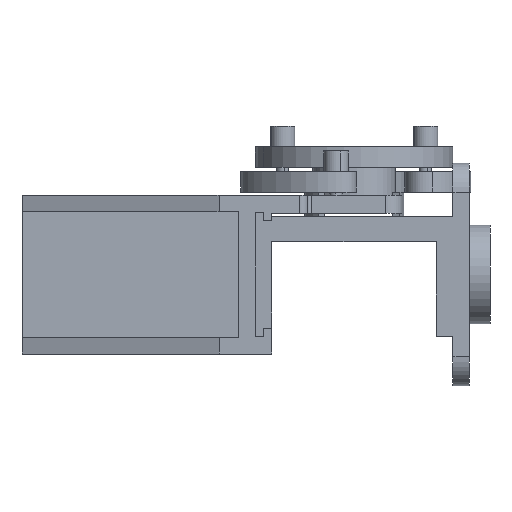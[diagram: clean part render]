
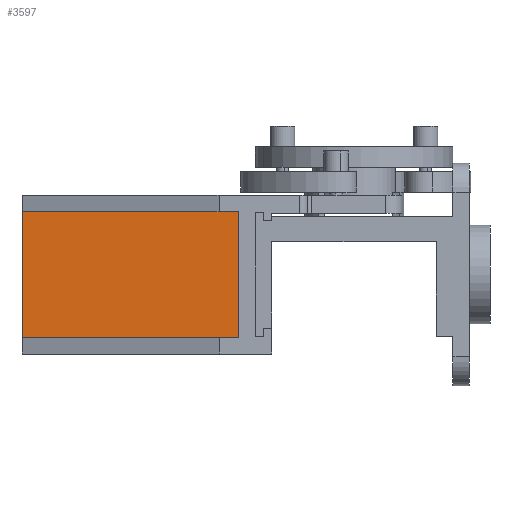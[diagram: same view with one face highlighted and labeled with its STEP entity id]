
A CAD part, left-side view. The second image highlights one B-rep face of the part: STEP entity #3597.
In plain terms, the highlighted planar face has unit normal (-1, 0, 0).
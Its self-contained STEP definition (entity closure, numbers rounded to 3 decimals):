
#62 = DIRECTION ( 'NONE',  ( 0., -1., 0. ) ) ;
#242 = VECTOR ( 'NONE', #1233, 1000. ) ;
#520 = CARTESIAN_POINT ( 'NONE',  ( 3.5, 23.05, 2. ) ) ;
#1227 = AXIS2_PLACEMENT_3D ( 'NONE', #4044, #2240, #5466 ) ;
#1233 = DIRECTION ( 'NONE',  ( 0., 0., 1. ) ) ;
#2014 = FACE_OUTER_BOUND ( 'NONE', #2063, .T. ) ;
#2063 = EDGE_LOOP ( 'NONE', ( #2214, #4451, #4729, #4278 ) ) ;
#2150 = VECTOR ( 'NONE', #62, 1000. ) ;
#2214 = ORIENTED_EDGE ( 'NONE', *, *, #3456, .T. ) ;
#2219 = DIRECTION ( 'NONE',  ( 0., 1., 0. ) ) ;
#2240 = DIRECTION ( 'NONE',  ( -1., 0., 0. ) ) ;
#2242 = CARTESIAN_POINT ( 'NONE',  ( 3.5, -3.25, 17.3 ) ) ;
#2352 = VECTOR ( 'NONE', #2219, 1000. ) ;
#2698 = LINE ( 'NONE', #4911, #242 ) ;
#2904 = CARTESIAN_POINT ( 'NONE',  ( 3.5, -3.25, 2. ) ) ;
#3456 = EDGE_CURVE ( 'NONE', #4733, #5075, #2698, .T. ) ;
#3506 = VECTOR ( 'NONE', #5106, 1000. ) ;
#3596 = VERTEX_POINT ( 'NONE', #4057 ) ;
#3597 = ADVANCED_FACE ( 'NONE', ( #2014 ), #4988, .T. ) ;
#3657 = LINE ( 'NONE', #520, #2150 ) ;
#3699 = CARTESIAN_POINT ( 'NONE',  ( 3.5, 23.05, 17.3 ) ) ;
#4044 = CARTESIAN_POINT ( 'NONE',  ( 3.5, 0., 0. ) ) ;
#4057 = CARTESIAN_POINT ( 'NONE',  ( 3.5, 23.05, 17.3 ) ) ;
#4278 = ORIENTED_EDGE ( 'NONE', *, *, #5383, .T. ) ;
#4451 = ORIENTED_EDGE ( 'NONE', *, *, #5914, .T. ) ;
#4520 = CARTESIAN_POINT ( 'NONE',  ( 3.5, -3.25, 17.3 ) ) ;
#4646 = LINE ( 'NONE', #4520, #2352 ) ;
#4729 = ORIENTED_EDGE ( 'NONE', *, *, #5342, .T. ) ;
#4732 = LINE ( 'NONE', #3699, #3506 ) ;
#4733 = VERTEX_POINT ( 'NONE', #2904 ) ;
#4911 = CARTESIAN_POINT ( 'NONE',  ( 3.5, -3.25, 2. ) ) ;
#4988 = PLANE ( 'NONE',  #1227 ) ;
#5075 = VERTEX_POINT ( 'NONE', #2242 ) ;
#5106 = DIRECTION ( 'NONE',  ( 0., 0., -1. ) ) ;
#5342 = EDGE_CURVE ( 'NONE', #3596, #5950, #4732, .T. ) ;
#5383 = EDGE_CURVE ( 'NONE', #5950, #4733, #3657, .T. ) ;
#5466 = DIRECTION ( 'NONE',  ( 0., 0., 1. ) ) ;
#5914 = EDGE_CURVE ( 'NONE', #5075, #3596, #4646, .T. ) ;
#5950 = VERTEX_POINT ( 'NONE', #5990 ) ;
#5990 = CARTESIAN_POINT ( 'NONE',  ( 3.5, 23.05, 2. ) ) ;
